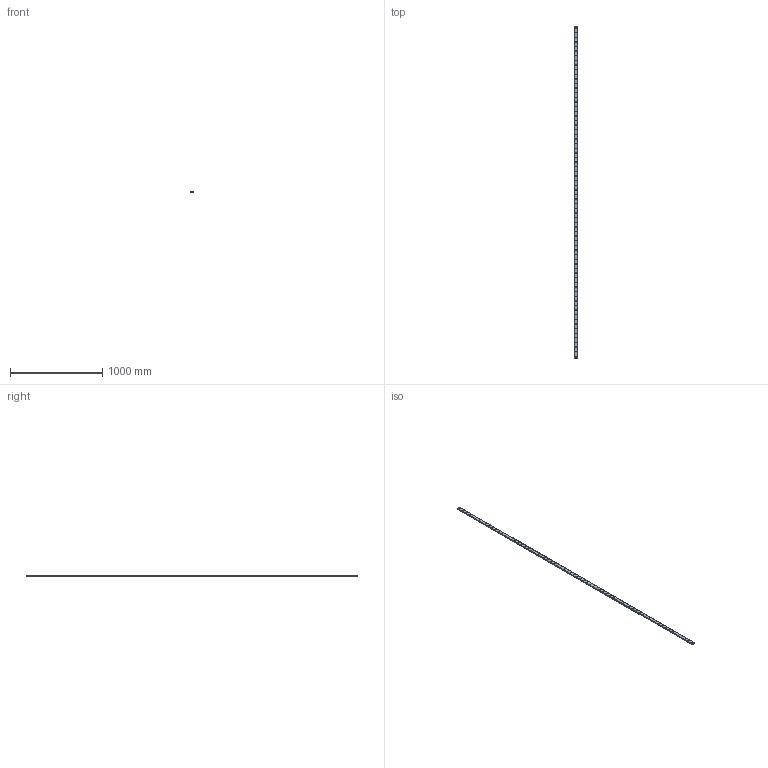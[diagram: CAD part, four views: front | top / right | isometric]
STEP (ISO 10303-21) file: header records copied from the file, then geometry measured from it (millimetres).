
FILE_DESCRIPTION(('STEP AP214'),'1');
FILE_NAME('cctmp_03AF323C-7CE0-4819-84A8-28F6F0195BFA_2021_03_03_12_38_12_0368..stp','2021-03-03T11:38:12',('HIWIN GmbH'),('CADClick - www.CADClick.com'),'Spatial InterOp 3D',' ','unknown authorization');
FILE_SCHEMA(('AUTOMOTIVE_DESIGN'));
Length unit declared in the file: millimetre
Products named in the file (1): WER21R3590H_FILE
Bounding box: 37 x 3590 x 11 mm (x, y, z)
Volume: 1330269.5 mm3; surface area: 388383.8 mm2
Topology: 1 solids, 1 shells, 1399 faces, 2883 edges, 1922 vertices
Faces by surface type: cylinder 882, plane 517
Entity records: 49077 total; most frequent: DIRECTION 7447, CARTESIAN_POINT 6205, ORIENTED_EDGE 5766, AXIS2_PLACEMENT_3D 3164, EDGE_CURVE 2883, VERTEX_POINT 1922, EDGE_LOOP 1835, CIRCLE 1764
